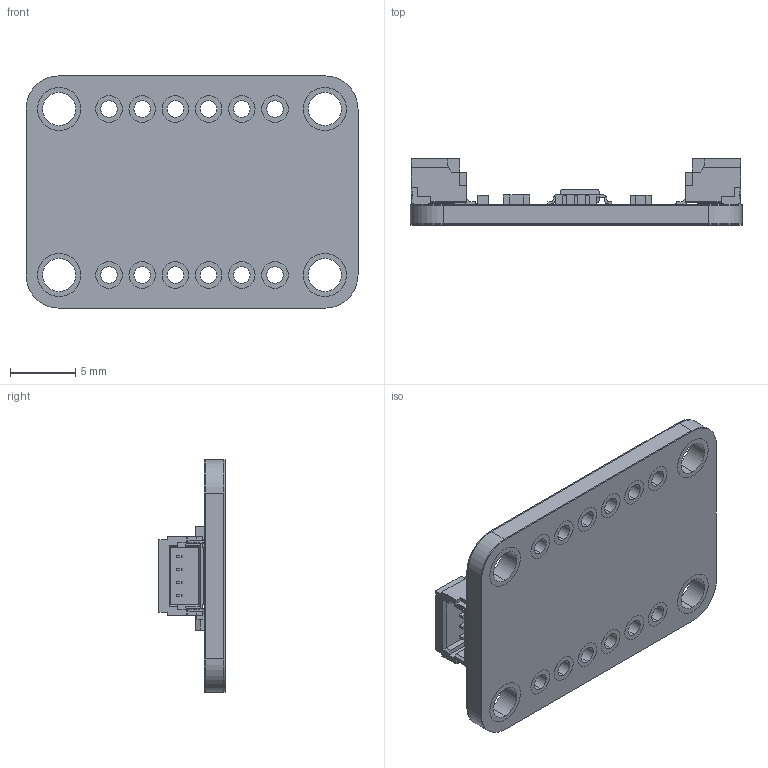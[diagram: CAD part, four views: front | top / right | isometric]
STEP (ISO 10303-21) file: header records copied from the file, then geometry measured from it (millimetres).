
FILE_DESCRIPTION (( 'STEP AP214' ), '1' );
FILE_NAME ('ADS1115 16-Bit ADC - 4 Channel with Programmable Gain Amplifier.STEP', '2023-02-20T20:55:25', ( '' ), ( '' ), 'SwSTEP 2.0', 'SolidWorks 2021', '' );
FILE_SCHEMA (( 'AUTOMOTIVE_DESIGN' ));
Length unit declared in the file: millimetre
Products named in the file (1): ADS1115 16-Bit ADC - 4 Channel with Programmable Gain Amplifier
Bounding box: 25.4 x 5.08 x 17.78 mm (x, y, z)
Volume: 777.7 mm3; surface area: 3486.2 mm2
Topology: 74 solids, 74 shells, 1090 faces, 2804 edges, 1860 vertices
Faces by surface type: plane 798, cylinder 292
Entity records: 35038 total; most frequent: CARTESIAN_POINT 5755, ORIENTED_EDGE 5608, DIRECTION 5570, EDGE_CURVE 2804, LINE 2220, VECTOR 2220, VERTEX_POINT 1860, AXIS2_PLACEMENT_3D 1675
